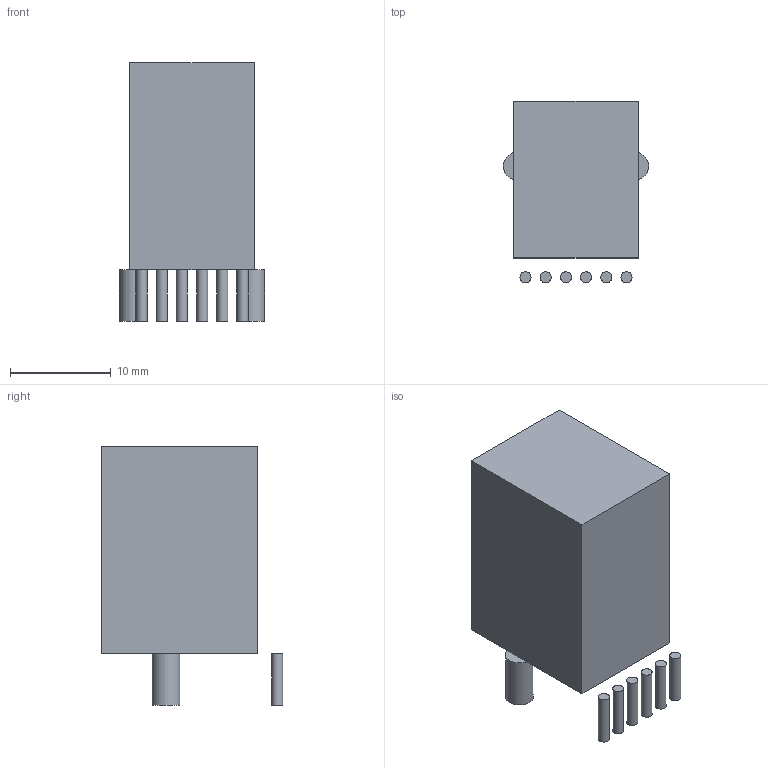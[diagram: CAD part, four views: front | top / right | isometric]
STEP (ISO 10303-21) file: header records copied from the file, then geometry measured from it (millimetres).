
FILE_DESCRIPTION(('FreeCAD Model'),'2;1');
FILE_NAME('1688661.1.2.stp','2020-06-18T14:02:51',( 'Author'),(''),'Open CASCADE STEP processor 6.9','FreeCAD','Unknown' );
FILE_SCHEMA(('AUTOMOTIVE_DESIGN { 1 0 10303 214 1 1 1 1 }'));
Length unit declared in the file: millimetre
Products named in the file (3): ASSEMBLY; Body; Leads
Assembly tree (9 placements, depth 2):
  ASSEMBLY
    Body
    Leads  x8
Bounding box: 14.37 x 17.95 x 25.6 mm (x, y, z)
Volume: 4632.7 mm3; surface area: 3361.2 mm2
Topology: 65 solids, 65 shells, 198 faces, 204 edges, 136 vertices
Faces by surface type: plane 134, cylinder 64
Full cylindrical faces by diameter (mm): 1.1 x48, 2.77 x16
Entity records: 1235 total; most frequent: DIRECTION 204, CARTESIAN_POINT 172, LINE 76, VECTOR 76, ORIENTED_EDGE 72, PCURVE 72, DEFINITIONAL_REPRESENTATION 72, AXIS2_PLACEMENT_3D 56
